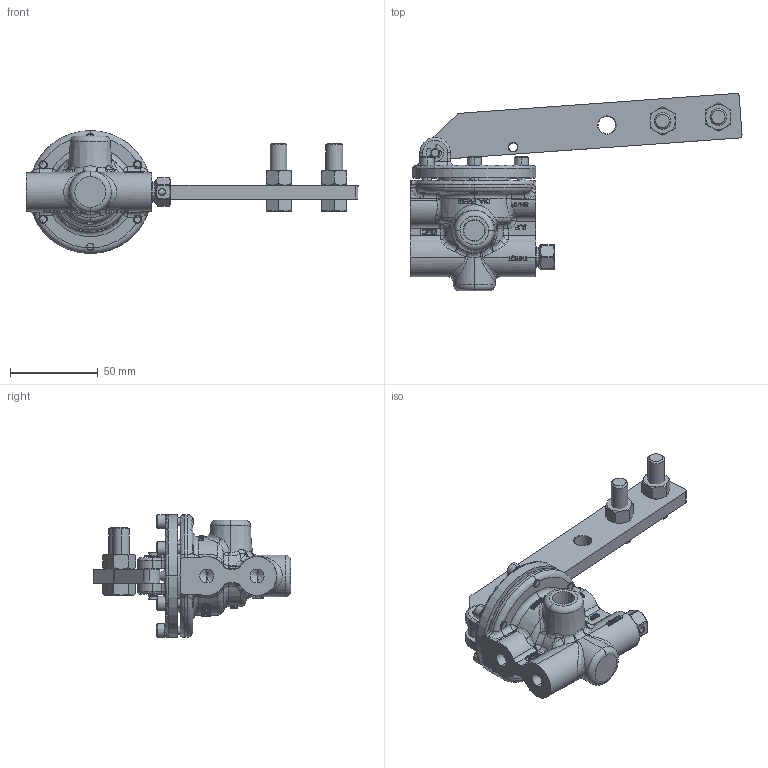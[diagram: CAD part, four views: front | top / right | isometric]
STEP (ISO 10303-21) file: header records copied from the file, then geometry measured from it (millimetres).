
FILE_DESCRIPTION (( 'STEP AP203' ), '1' );
FILE_NAME ('3 PB MECH PILOT (CDA).STEP', '2015-06-29T19:57:20', ( 'PCTech' ), ( 'Microsoft' ), 'SwSTEP 2.0', 'SolidWorks 2015', '' );
FILE_SCHEMA (( 'CONFIG_CONTROL_DESIGN' ));
Length unit declared in the file: inch
Products named in the file (1): 3 PB MECH PILOT (CDA)
Bounding box: 188.71 x 112.08 x 69.85 mm (x, y, z)
Volume: 196086.1 mm3; surface area: 54004.1 mm2
Topology: 18 solids, 18 shells, 1403 faces, 3531 edges, 2210 vertices
Faces by surface type: plane 578, bspline 352, cylinder 240, cone 126, torus 64, sphere 43
Entity records: 58117 total; most frequent: CARTESIAN_POINT 27149, ORIENTED_EDGE 6998, DIRECTION 5558, EDGE_CURVE 3499, VERTEX_POINT 2210, AXIS2_PLACEMENT_3D 2000, LINE 1558, VECTOR 1558
